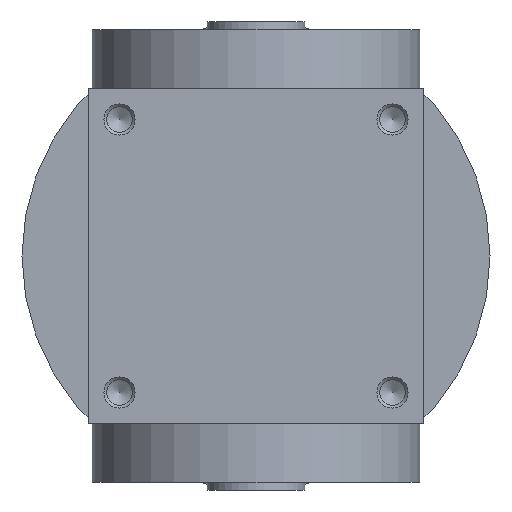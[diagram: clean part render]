
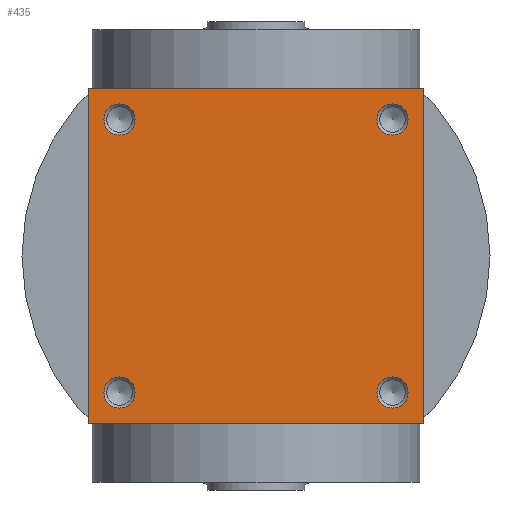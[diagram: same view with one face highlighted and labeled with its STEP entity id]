
A CAD part, left-side view. The second image highlights one B-rep face of the part: STEP entity #435.
In plain terms, the highlighted face is planar.
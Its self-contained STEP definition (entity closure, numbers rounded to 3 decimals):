
#435 = ADVANCED_FACE( '', ( #1103, #1104, #1105, #1106, #1107 ), #1108, .F. );
#1103 = FACE_BOUND( '', #2167, .T. );
#1104 = FACE_BOUND( '', #2168, .T. );
#1105 = FACE_BOUND( '', #2169, .T. );
#1106 = FACE_BOUND( '', #2170, .T. );
#1107 = FACE_OUTER_BOUND( '', #2171, .T. );
#1108 = PLANE( '', #2172 );
#2167 = EDGE_LOOP( '', ( #3417 ) );
#2168 = EDGE_LOOP( '', ( #3418 ) );
#2169 = EDGE_LOOP( '', ( #3419 ) );
#2170 = EDGE_LOOP( '', ( #3420 ) );
#2171 = EDGE_LOOP( '', ( #3421, #3422, #3423, #3424 ) );
#2172 = AXIS2_PLACEMENT_3D( '', #3425, #3426, #3427 );
#3417 = ORIENTED_EDGE( '', *, *, #5658, .F. );
#3418 = ORIENTED_EDGE( '', *, *, #5659, .T. );
#3419 = ORIENTED_EDGE( '', *, *, #5660, .F. );
#3420 = ORIENTED_EDGE( '', *, *, #5661, .T. );
#3421 = ORIENTED_EDGE( '', *, *, #5662, .F. );
#3422 = ORIENTED_EDGE( '', *, *, #5663, .F. );
#3423 = ORIENTED_EDGE( '', *, *, #5664, .F. );
#3424 = ORIENTED_EDGE( '', *, *, #5665, .F. );
#3425 = CARTESIAN_POINT( '', ( 0., 0., -43. ) );
#3426 = DIRECTION( '', ( 0., 0., 1. ) );
#3427 = DIRECTION( '', ( 1., 0., 0. ) );
#5658 = EDGE_CURVE( '', #6719, #6719, #6720, .T. );
#5659 = EDGE_CURVE( '', #6721, #6721, #6722, .T. );
#5660 = EDGE_CURVE( '', #6723, #6723, #6724, .T. );
#5661 = EDGE_CURVE( '', #6725, #6725, #6726, .T. );
#5662 = EDGE_CURVE( '', #6727, #6728, #6729, .T. );
#5663 = EDGE_CURVE( '', #6730, #6727, #6731, .T. );
#5664 = EDGE_CURVE( '', #6732, #6730, #6733, .T. );
#5665 = EDGE_CURVE( '', #6728, #6732, #6734, .T. );
#6719 = VERTEX_POINT( '', #8151 );
#6720 = CIRCLE( '', #8152, 4. );
#6721 = VERTEX_POINT( '', #8153 );
#6722 = CIRCLE( '', #8154, 4. );
#6723 = VERTEX_POINT( '', #8155 );
#6724 = CIRCLE( '', #8156, 4. );
#6725 = VERTEX_POINT( '', #8157 );
#6726 = CIRCLE( '', #8158, 4. );
#6727 = VERTEX_POINT( '', #8159 );
#6728 = VERTEX_POINT( '', #8160 );
#6729 = LINE( '', #8161, #8162 );
#6730 = VERTEX_POINT( '', #8163 );
#6731 = LINE( '', #8164, #8165 );
#6732 = VERTEX_POINT( '', #8166 );
#6733 = LINE( '', #8167, #8168 );
#6734 = LINE( '', #8169, #8170 );
#8151 = CARTESIAN_POINT( '', ( -39., 35., -43. ) );
#8152 = AXIS2_PLACEMENT_3D( '', #9639, #9640, #9641 );
#8153 = CARTESIAN_POINT( '', ( 39., 35., -43. ) );
#8154 = AXIS2_PLACEMENT_3D( '', #9642, #9643, #9644 );
#8155 = CARTESIAN_POINT( '', ( -39., -35., -43. ) );
#8156 = AXIS2_PLACEMENT_3D( '', #9645, #9646, #9647 );
#8157 = CARTESIAN_POINT( '', ( 39., -35., -43. ) );
#8158 = AXIS2_PLACEMENT_3D( '', #9648, #9649, #9650 );
#8159 = CARTESIAN_POINT( '', ( -43., 43., -43. ) );
#8160 = CARTESIAN_POINT( '', ( -43., -43., -43. ) );
#8161 = CARTESIAN_POINT( '', ( -43., 43., -43. ) );
#8162 = VECTOR( '', #9651, 1000. );
#8163 = CARTESIAN_POINT( '', ( 43., 43., -43. ) );
#8164 = CARTESIAN_POINT( '', ( 43., 43., -43. ) );
#8165 = VECTOR( '', #9652, 1000. );
#8166 = CARTESIAN_POINT( '', ( 43., -43., -43. ) );
#8167 = CARTESIAN_POINT( '', ( 43., -43., -43. ) );
#8168 = VECTOR( '', #9653, 1000. );
#8169 = CARTESIAN_POINT( '', ( -43., -43., -43. ) );
#8170 = VECTOR( '', #9654, 1000. );
#9639 = CARTESIAN_POINT( '', ( -35., 35., -43. ) );
#9640 = DIRECTION( '', ( 0., 0., -1. ) );
#9641 = DIRECTION( '', ( -1., 0., 0. ) );
#9642 = CARTESIAN_POINT( '', ( 35., 35., -43. ) );
#9643 = DIRECTION( '', ( 0., 0., 1. ) );
#9644 = DIRECTION( '', ( 1., 0., 0. ) );
#9645 = CARTESIAN_POINT( '', ( -35., -35., -43. ) );
#9646 = DIRECTION( '', ( 0., 0., -1. ) );
#9647 = DIRECTION( '', ( -1., 0., 0. ) );
#9648 = CARTESIAN_POINT( '', ( 35., -35., -43. ) );
#9649 = DIRECTION( '', ( 0., 0., 1. ) );
#9650 = DIRECTION( '', ( 1., 0., 0. ) );
#9651 = DIRECTION( '', ( 0., -1., 0. ) );
#9652 = DIRECTION( '', ( -1., 0., 0. ) );
#9653 = DIRECTION( '', ( 0., 1., 0. ) );
#9654 = DIRECTION( '', ( 1., 0., 0. ) );
